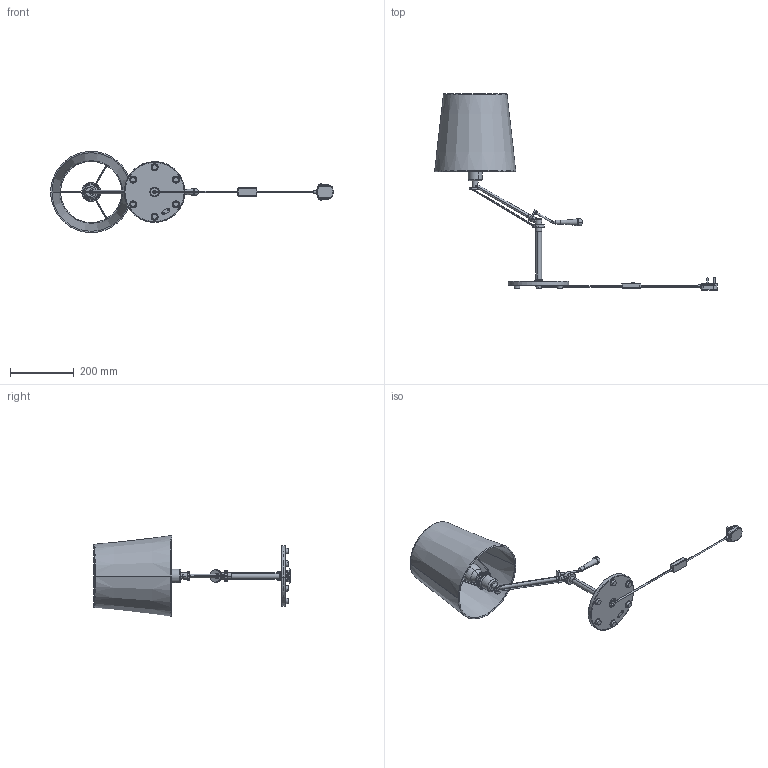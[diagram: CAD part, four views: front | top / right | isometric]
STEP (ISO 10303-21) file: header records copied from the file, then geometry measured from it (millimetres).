
FILE_DESCRIPTION (( 'STEP AP203' ), '1' );
FILE_NAME ('AL 52 DL._exported.step', '2025-02-09T07:09:29', ( '' ), ( '' ), 'SwSTEP 2.0', 'SolidWorks 2023', '' );
FILE_SCHEMA (( 'CONFIG_CONTROL_DESIGN' ));
Length unit declared in the file: millimetre
Products named in the file (1): AL 52 DL._exported
Bounding box: 888.59 x 617.11 x 255 mm (x, y, z)
Surface area: 560975.8 mm2 (no closed solid volume)
Topology: 0 solids, 34 shells, 417 faces, 1245 edges, 821 vertices
Faces by surface type: cylinder 168, plane 105, torus 95, cone 28, bspline 14, sphere 7
Entity records: 16278 total; most frequent: CARTESIAN_POINT 5036, DIRECTION 2572, ORIENTED_EDGE 2034, EDGE_CURVE 1226, AXIS2_PLACEMENT_3D 1071, VERTEX_POINT 813, CIRCLE 667, EDGE_LOOP 470
